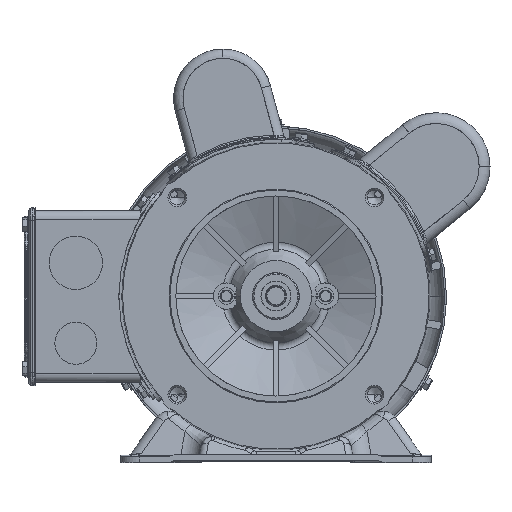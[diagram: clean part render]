
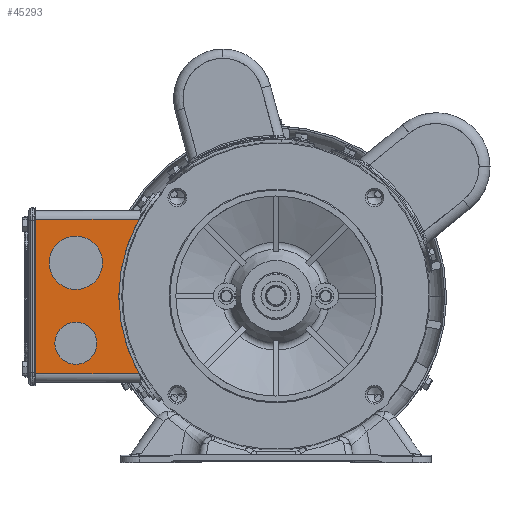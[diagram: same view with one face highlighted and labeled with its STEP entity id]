
A CAD part, top view. The second image highlights one B-rep face of the part: STEP entity #45293.
In plain terms, the highlighted planar face has unit normal (0, 0, 1).
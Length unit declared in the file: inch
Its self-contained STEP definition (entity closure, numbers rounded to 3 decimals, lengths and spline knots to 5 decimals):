
#1938 = CARTESIAN_POINT ( 'NONE',  ( -4.2126, -1.42717, -5.19685 ) ) ;
#4541 = CARTESIAN_POINT ( 'NONE',  ( -4.2126, -0.98425, -5.19685 ) ) ;
#6875 = LINE ( 'NONE', #17657, #115330 ) ;
#7178 = EDGE_LOOP ( 'NONE', ( #10371, #54478, #66428, #109791 ) ) ;
#7188 = CARTESIAN_POINT ( 'NONE',  ( 0., 0., -5.19685 ) ) ;
#7668 = PLANE ( 'NONE',  #16242 ) ;
#7851 = DIRECTION ( 'NONE',  ( 0., 1., 0. ) ) ;
#9178 = DIRECTION ( 'NONE',  ( 0., 0., -1. ) ) ;
#9702 = LINE ( 'NONE', #91907, #72551 ) ;
#10371 = ORIENTED_EDGE ( 'NONE', *, *, #100350, .T. ) ;
#11586 = EDGE_LOOP ( 'NONE', ( #67463, #100360 ) ) ;
#15499 = DIRECTION ( 'NONE',  ( 0., 1., 0. ) ) ;
#16159 = EDGE_CURVE ( 'NONE', #109679, #36084, #73040, .T. ) ;
#16242 = AXIS2_PLACEMENT_3D ( 'NONE', #102658, #89854, #131052 ) ;
#17657 = CARTESIAN_POINT ( 'NONE',  ( -5.07874, 1.81102, -5.19685 ) ) ;
#18064 = LINE ( 'NONE', #130664, #89841 ) ;
#23835 = AXIS2_PLACEMENT_3D ( 'NONE', #4541, #127884, #126553 ) ;
#24997 = VERTEX_POINT ( 'NONE', #48774 ) ;
#27431 = CIRCLE ( 'NONE', #102787, 0.56102 ) ;
#28692 = CIRCLE ( 'NONE', #119086, 3.30709 ) ;
#32765 = VERTEX_POINT ( 'NONE', #74195 ) ;
#34004 = CARTESIAN_POINT ( 'NONE',  ( -4.2126, -0.54134, -5.19685 ) ) ;
#35055 = EDGE_CURVE ( 'NONE', #36084, #109679, #47097, .T. ) ;
#36084 = VERTEX_POINT ( 'NONE', #1938 ) ;
#36142 = DIRECTION ( 'NONE',  ( 0., 1., 0. ) ) ;
#40632 = FACE_OUTER_BOUND ( 'NONE', #7178, .T. ) ;
#44248 = ORIENTED_EDGE ( 'NONE', *, *, #16159, .T. ) ;
#45293 = ADVANCED_FACE ( 'NONE', ( #80403, #40632, #60193 ), #7668, .T. ) ;
#47097 = CIRCLE ( 'NONE', #62073, 0.44291 ) ;
#48774 = CARTESIAN_POINT ( 'NONE',  ( -4.2126, 1.26969, -5.19685 ) ) ;
#49195 = DIRECTION ( 'NONE',  ( 0., 0., -1. ) ) ;
#53384 = EDGE_LOOP ( 'NONE', ( #44248, #98223 ) ) ;
#54478 = ORIENTED_EDGE ( 'NONE', *, *, #116170, .F. ) ;
#57991 = CARTESIAN_POINT ( 'NONE',  ( -4.2126, -0.98425, -5.19685 ) ) ;
#58385 = CARTESIAN_POINT ( 'NONE',  ( -2.87753, 1.62992, -5.19685 ) ) ;
#60193 = FACE_BOUND ( 'NONE', #11586, .T. ) ;
#62073 = AXIS2_PLACEMENT_3D ( 'NONE', #57991, #49195, #119386 ) ;
#62817 = CARTESIAN_POINT ( 'NONE',  ( -5.07874, -1.62992, -5.19685 ) ) ;
#66428 = ORIENTED_EDGE ( 'NONE', *, *, #75982, .T. ) ;
#66669 = CARTESIAN_POINT ( 'NONE',  ( -4.2126, 0.70866, -5.19685 ) ) ;
#67093 = VERTEX_POINT ( 'NONE', #89420 ) ;
#67463 = ORIENTED_EDGE ( 'NONE', *, *, #72168, .T. ) ;
#68648 = DIRECTION ( 'NONE',  ( 0., 0., -1. ) ) ;
#72168 = EDGE_CURVE ( 'NONE', #24997, #67093, #125328, .T. ) ;
#72551 = VECTOR ( 'NONE', #73678, 39.37008 ) ;
#73040 = CIRCLE ( 'NONE', #23835, 0.44291 ) ;
#73678 = DIRECTION ( 'NONE',  ( 1., 0., 0. ) ) ;
#74195 = CARTESIAN_POINT ( 'NONE',  ( -5.07874, 1.62992, -5.19685 ) ) ;
#75982 = EDGE_CURVE ( 'NONE', #80780, #131577, #28692, .T. ) ;
#80403 = FACE_BOUND ( 'NONE', #53384, .T. ) ;
#80780 = VERTEX_POINT ( 'NONE', #119020 ) ;
#84374 = AXIS2_PLACEMENT_3D ( 'NONE', #116452, #127870, #36142 ) ;
#89420 = CARTESIAN_POINT ( 'NONE',  ( -4.2126, 0.14764, -5.19685 ) ) ;
#89841 = VECTOR ( 'NONE', #109756, 39.37008 ) ;
#89854 = DIRECTION ( 'NONE',  ( 0., 0., 1. ) ) ;
#91339 = VERTEX_POINT ( 'NONE', #62817 ) ;
#91907 = CARTESIAN_POINT ( 'NONE',  ( -5.90551, 1.62992, -5.19685 ) ) ;
#98223 = ORIENTED_EDGE ( 'NONE', *, *, #35055, .T. ) ;
#100350 = EDGE_CURVE ( 'NONE', #32765, #91339, #6875, .T. ) ;
#100360 = ORIENTED_EDGE ( 'NONE', *, *, #130276, .T. ) ;
#101200 = DIRECTION ( 'NONE',  ( 0., -1., 0. ) ) ;
#102658 = CARTESIAN_POINT ( 'NONE',  ( -5.90551, -1.81102, -5.19685 ) ) ;
#102787 = AXIS2_PLACEMENT_3D ( 'NONE', #66669, #68648, #15499 ) ;
#109679 = VERTEX_POINT ( 'NONE', #34004 ) ;
#109756 = DIRECTION ( 'NONE',  ( -1., 0., 0. ) ) ;
#109791 = ORIENTED_EDGE ( 'NONE', *, *, #128096, .F. ) ;
#115330 = VECTOR ( 'NONE', #101200, 39.37008 ) ;
#116170 = EDGE_CURVE ( 'NONE', #80780, #91339, #18064, .T. ) ;
#116452 = CARTESIAN_POINT ( 'NONE',  ( -4.2126, 0.70866, -5.19685 ) ) ;
#119020 = CARTESIAN_POINT ( 'NONE',  ( -2.87753, -1.62992, -5.19685 ) ) ;
#119086 = AXIS2_PLACEMENT_3D ( 'NONE', #7188, #9178, #7851 ) ;
#119386 = DIRECTION ( 'NONE',  ( 0., 1., 0. ) ) ;
#125328 = CIRCLE ( 'NONE', #84374, 0.56102 ) ;
#126553 = DIRECTION ( 'NONE',  ( 0., 1., 0. ) ) ;
#127870 = DIRECTION ( 'NONE',  ( 0., 0., -1. ) ) ;
#127884 = DIRECTION ( 'NONE',  ( 0., 0., -1. ) ) ;
#128096 = EDGE_CURVE ( 'NONE', #32765, #131577, #9702, .T. ) ;
#130276 = EDGE_CURVE ( 'NONE', #67093, #24997, #27431, .T. ) ;
#130664 = CARTESIAN_POINT ( 'NONE',  ( -5.90551, -1.62992, -5.19685 ) ) ;
#131052 = DIRECTION ( 'NONE',  ( 0., 1., 0. ) ) ;
#131577 = VERTEX_POINT ( 'NONE', #58385 ) ;
